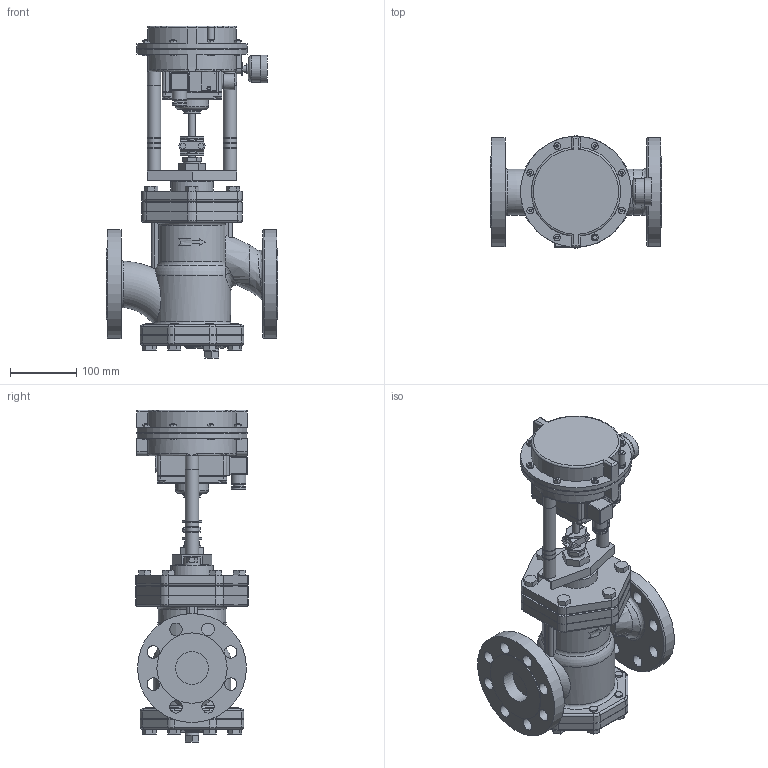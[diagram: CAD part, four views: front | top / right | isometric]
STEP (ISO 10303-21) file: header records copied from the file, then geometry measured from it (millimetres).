
FILE_DESCRIPTION(/* description */ (''),/* implementation_level */ '2;1');
FILE_NAME(/* name */ 'cvsr0-050-a0250-00.stp',/* time_stamp */ '2018-06-26T13:49:07+09:00',/* author */ ('nakaot'),/* organization */ (''),/* preprocessor_version */ 'ST-DEVELOPER v15.6',/* originating_system */ 'Autodesk Inventor 2015',/* authorisation */ '');
FILE_SCHEMA (('CONFIG_CONTROL_DESIGN'));
Length unit declared in the file: millimetre
Products named in the file (1): cvsr0-050-a0250-00
Bounding box: 260 x 171.16 x 503 mm (x, y, z)
Volume: 6139635.2 mm3; surface area: 553632.5 mm2
Topology: 3 solids, 4 shells, 1083 faces, 2618 edges, 1659 vertices
Faces by surface type: plane 719, cylinder 264, torus 56, bspline 39, sphere 4, cone 1
Full cylindrical faces by diameter (mm): 4 x8, 4.5 x4, 6 x1, 8 x4, 10 x10, 10.392 x1, 11.445 x2, 12 x34, 14 x8, 15 x3, 16 x2, 16.6 x1, 18 x6, 19 x16, 20 x12, 22 x3, 24 x1, 25 x1, 26 x1, 30 x1, 40 x1, 42 x1, 50 x3, 65 x1, 88 x1, 100 x1, 106.5 x1, 120 x1, 164 x1, 165 x2
Entity records: 32875 total; most frequent: CARTESIAN_POINT 8087, DIRECTION 5124, ORIENTED_EDGE 4842, EDGE_CURVE 2421, AXIS2_PLACEMENT_3D 1807, VERTEX_POINT 1616, LINE 1510, VECTOR 1510
